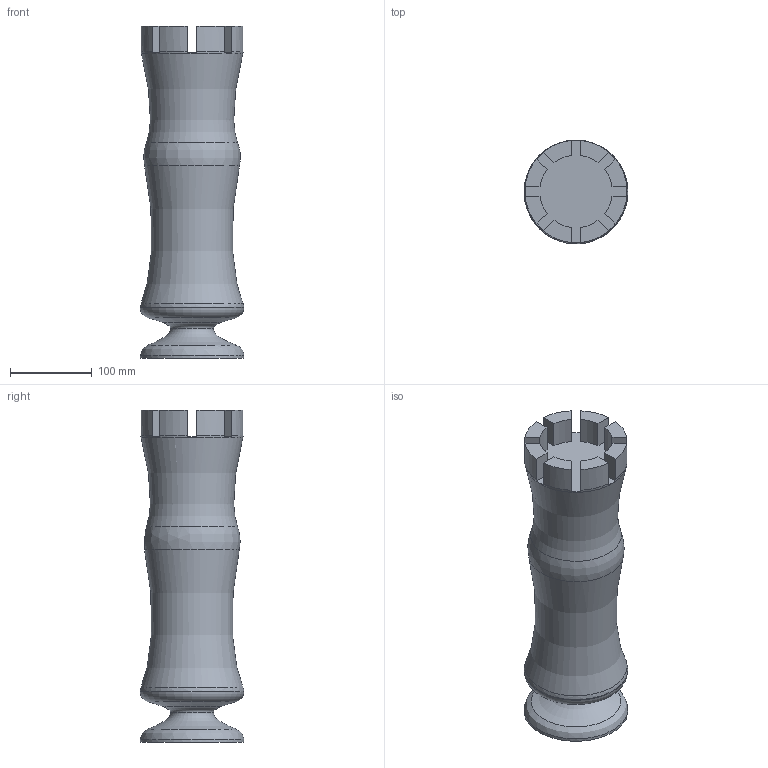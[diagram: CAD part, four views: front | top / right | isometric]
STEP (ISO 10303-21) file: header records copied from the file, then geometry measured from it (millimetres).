
FILE_DESCRIPTION(/* description */ ('Alibre Inc.'),/* implementation_level */ '2;1');
FILE_NAME(/* name */ 'export0',/* time_stamp */ '2018-05-29T16:25:16-05:00',/* author */ (''),/* organization */ (''),/* preprocessor_version */ 'ST-DEVELOPER v17',/* originating_system */ 'Alibre',/* authorisation */ '');
FILE_SCHEMA (('AUTOMOTIVE_DESIGN'));
Length unit declared in the file: centimetre
Bounding box: 127 x 127 x 406.4 mm (x, y, z)
Volume: 3481321.9 mm3; surface area: 188201.7 mm2
Topology: 1 solids, 1 shells, 54 faces, 147 edges, 95 vertices
Faces by surface type: plane 26, cylinder 18, bspline 4, revolution 4, torus 1, cone 1
Full cylindrical faces by diameter (mm): 127 x2
Entity records: 2282 total; most frequent: CARTESIAN_POINT 1195, ORIENTED_EDGE 282, EDGE_CURVE 141, DIRECTION 126, VERTEX_POINT 93, VECTOR 64, LINE 64, EDGE_LOOP 58
